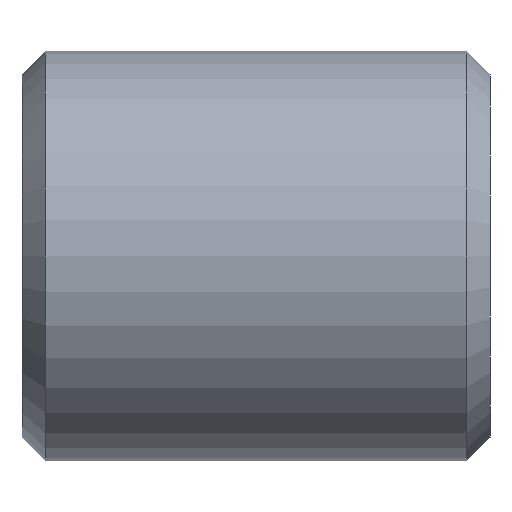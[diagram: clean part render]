
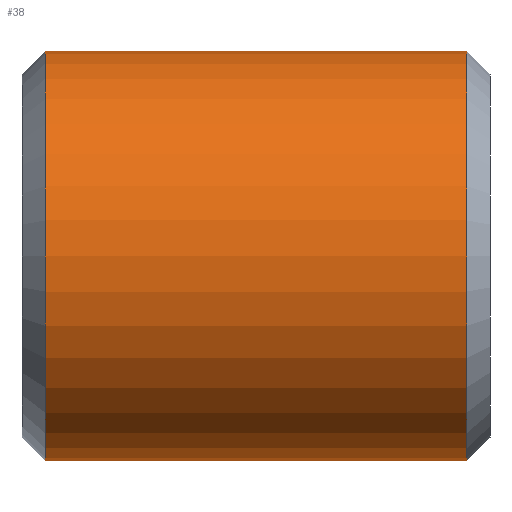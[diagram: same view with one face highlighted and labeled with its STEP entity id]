
A CAD part, front view. The second image highlights one B-rep face of the part: STEP entity #38.
In plain terms, the highlighted cylindrical face has radius 17.5 mm (diameter 35 mm), a full revolution.
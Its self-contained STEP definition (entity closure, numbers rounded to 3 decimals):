
#38 = ADVANCED_FACE( '', ( #76, #77 ), #78, .T. );
#76 = FACE_OUTER_BOUND( '', #114, .T. );
#77 = FACE_OUTER_BOUND( '', #115, .T. );
#78 = CYLINDRICAL_SURFACE( '', #116, 17.5 );
#114 = EDGE_LOOP( '', ( #152 ) );
#115 = EDGE_LOOP( '', ( #153 ) );
#116 = AXIS2_PLACEMENT_3D( '', #154, #155, #156 );
#152 = ORIENTED_EDGE( '', *, *, #189, .F. );
#153 = ORIENTED_EDGE( '', *, *, #184, .T. );
#154 = CARTESIAN_POINT( '', ( 40., 0., 0. ) );
#155 = DIRECTION( '', ( -1., 0., 0. ) );
#156 = DIRECTION( '', ( 0., 0., -1. ) );
#184 = EDGE_CURVE( '', #201, #201, #202, .T. );
#189 = EDGE_CURVE( '', #209, #209, #210, .T. );
#201 = VERTEX_POINT( '', #223 );
#202 = CIRCLE( '', #224, 17.5 );
#209 = VERTEX_POINT( '', #231 );
#210 = CIRCLE( '', #232, 17.5 );
#223 = CARTESIAN_POINT( '', ( 2., 0., -17.5 ) );
#224 = AXIS2_PLACEMENT_3D( '', #244, #245, #246 );
#231 = CARTESIAN_POINT( '', ( 38., 0., -17.5 ) );
#232 = AXIS2_PLACEMENT_3D( '', #253, #254, #255 );
#244 = CARTESIAN_POINT( '', ( 2., 0., 0. ) );
#245 = DIRECTION( '', ( 1., 0., 0. ) );
#246 = DIRECTION( '', ( 0., 0., -1. ) );
#253 = CARTESIAN_POINT( '', ( 38., 0., 0. ) );
#254 = DIRECTION( '', ( 1., 0., 0. ) );
#255 = DIRECTION( '', ( 0., 0., -1. ) );
